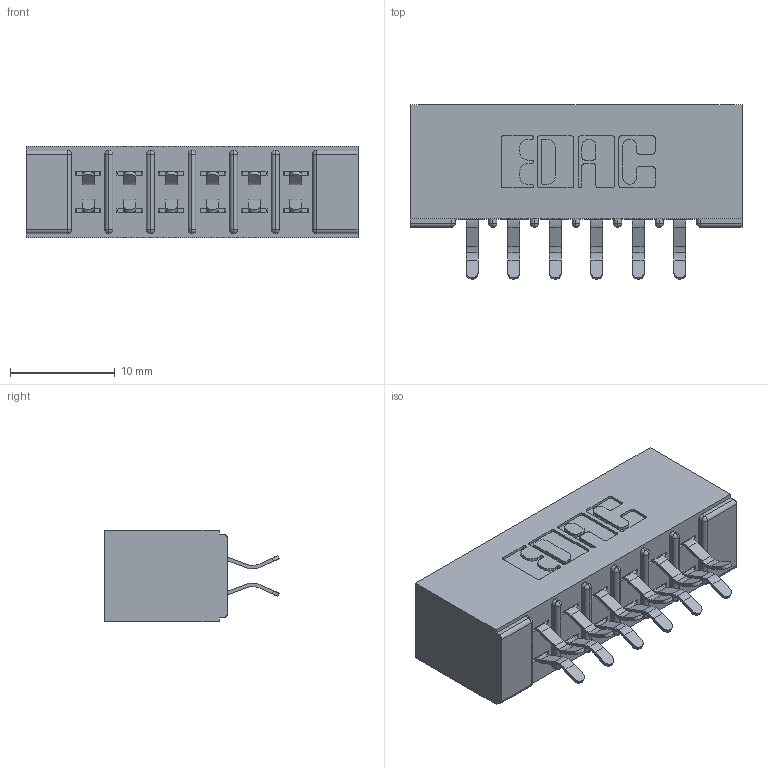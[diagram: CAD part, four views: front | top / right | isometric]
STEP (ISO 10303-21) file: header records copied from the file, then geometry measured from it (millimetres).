
FILE_DESCRIPTION (( 'STEP AP203' ), '1' );
FILE_NAME ('315-012-556-201.STEP', '2019-09-10T13:22:56', ( '' ), ( '' ), 'SwSTEP 2.0', 'SolidWorks 2016', '' );
FILE_SCHEMA (( 'CONFIG_CONTROL_DESIGN' ));
Length unit declared in the file: inch
Products named in the file (3): 305-290-001_556; 305 Part_No Mounting; 315-012-556-201
Assembly tree (13 placements, depth 2):
  315-012-556-201
    305 Part_No Mounting
    305-290-001_556  x12
Bounding box: 31.65 x 16.64 x 8.71 mm (x, y, z)
Volume: 2202.2 mm3; surface area: 3775.8 mm2
Topology: 13 solids, 13 shells, 780 faces, 2230 edges, 1452 vertices
Faces by surface type: plane 436, cylinder 320, sphere 24
Entity records: 10823 total; most frequent: CARTESIAN_POINT 1792, ORIENTED_EDGE 1772, DIRECTION 1764, EDGE_CURVE 886, VECTOR 676, LINE 676, VERTEX_POINT 572, AXIS2_PLACEMENT_3D 544
